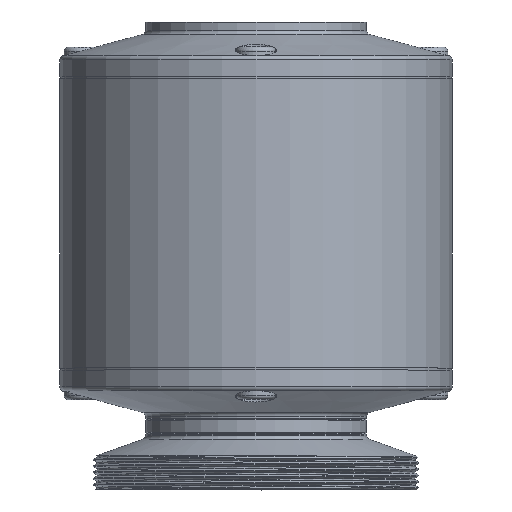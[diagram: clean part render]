
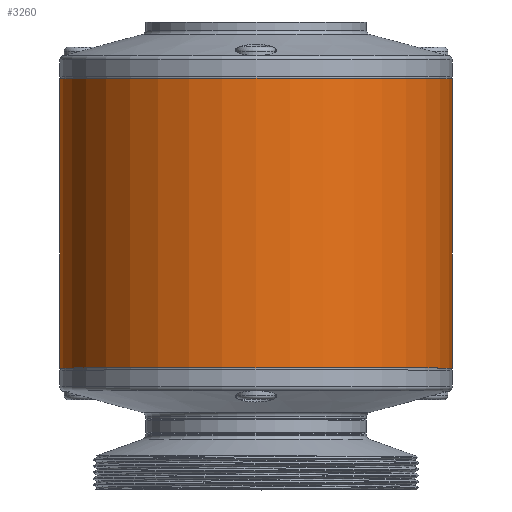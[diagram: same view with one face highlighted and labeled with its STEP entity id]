
A CAD part, top view. The second image highlights one B-rep face of the part: STEP entity #3260.
In plain terms, the highlighted cylindrical face has radius 47 mm (diameter 94 mm), a partial arc.
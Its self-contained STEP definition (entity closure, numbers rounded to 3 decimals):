
#42 = ORIENTED_EDGE ( 'NONE', *, *, #1800, .T. ) ;
#138 = VECTOR ( 'NONE', #2361, 1000. ) ;
#188 = CARTESIAN_POINT ( 'NONE',  ( 0., 26.093, 0. ) ) ;
#516 = CARTESIAN_POINT ( 'NONE',  ( -47., 95.403, 0. ) ) ;
#555 = ORIENTED_EDGE ( 'NONE', *, *, #2648, .F. ) ;
#651 = AXIS2_PLACEMENT_3D ( 'NONE', #5394, #4375, #3961 ) ;
#785 = CYLINDRICAL_SURFACE ( 'NONE', #651, 47. ) ;
#993 = DIRECTION ( 'NONE',  ( -1., 0., 0. ) ) ;
#1032 = DIRECTION ( 'NONE',  ( 0., 1., 0. ) ) ;
#1049 = CARTESIAN_POINT ( 'NONE',  ( -47., 99.937, 0. ) ) ;
#1103 = DIRECTION ( 'NONE',  ( 0., 1., 0. ) ) ;
#1318 = VERTEX_POINT ( 'NONE', #5856 ) ;
#1498 = CARTESIAN_POINT ( 'NONE',  ( 0., 95.403, 0. ) ) ;
#1533 = DIRECTION ( 'NONE',  ( 0., 1., 0. ) ) ;
#1727 = VERTEX_POINT ( 'NONE', #3944 ) ;
#1800 = EDGE_CURVE ( 'NONE', #1318, #4999, #4696, .T. ) ;
#2361 = DIRECTION ( 'NONE',  ( 0., 1., 0. ) ) ;
#2550 = ORIENTED_EDGE ( 'NONE', *, *, #5590, .T. ) ;
#2648 = EDGE_CURVE ( 'NONE', #1318, #5467, #5229, .T. ) ;
#2834 = CARTESIAN_POINT ( 'NONE',  ( 47., 99.937, 0. ) ) ;
#2910 = DIRECTION ( 'NONE',  ( -1., 0., 0. ) ) ;
#3101 = CARTESIAN_POINT ( 'NONE',  ( 47., 26.093, 0. ) ) ;
#3102 = EDGE_LOOP ( 'NONE', ( #42, #2550, #4925, #555 ) ) ;
#3156 = EDGE_CURVE ( 'NONE', #5467, #1727, #5079, .T. ) ;
#3260 = ADVANCED_FACE ( 'NONE', ( #4880 ), #785, .T. ) ;
#3788 = LINE ( 'NONE', #2834, #5060 ) ;
#3944 = CARTESIAN_POINT ( 'NONE',  ( 47., 95.403, 0. ) ) ;
#3961 = DIRECTION ( 'NONE',  ( -1., 0., 0. ) ) ;
#4375 = DIRECTION ( 'NONE',  ( 0., 1., 0. ) ) ;
#4696 = CIRCLE ( 'NONE', #5377, 47. ) ;
#4880 = FACE_OUTER_BOUND ( 'NONE', #3102, .T. ) ;
#4925 = ORIENTED_EDGE ( 'NONE', *, *, #3156, .F. ) ;
#4999 = VERTEX_POINT ( 'NONE', #3101 ) ;
#5060 = VECTOR ( 'NONE', #1032, 1000. ) ;
#5079 = CIRCLE ( 'NONE', #5933, 47. ) ;
#5229 = LINE ( 'NONE', #1049, #138 ) ;
#5377 = AXIS2_PLACEMENT_3D ( 'NONE', #188, #1103, #993 ) ;
#5394 = CARTESIAN_POINT ( 'NONE',  ( 0., 99.937, 0. ) ) ;
#5467 = VERTEX_POINT ( 'NONE', #516 ) ;
#5590 = EDGE_CURVE ( 'NONE', #4999, #1727, #3788, .T. ) ;
#5856 = CARTESIAN_POINT ( 'NONE',  ( -47., 26.093, 0. ) ) ;
#5933 = AXIS2_PLACEMENT_3D ( 'NONE', #1498, #1533, #2910 ) ;
